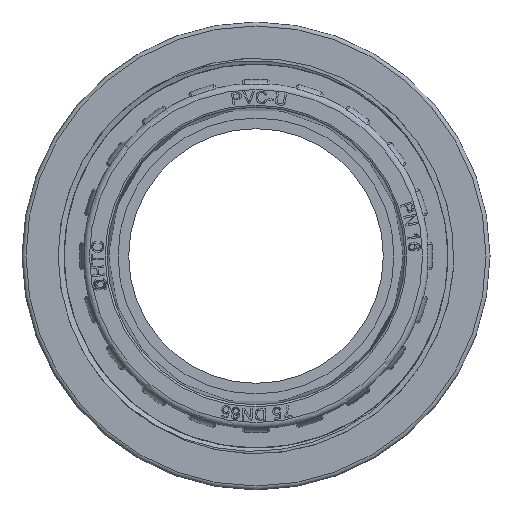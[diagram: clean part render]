
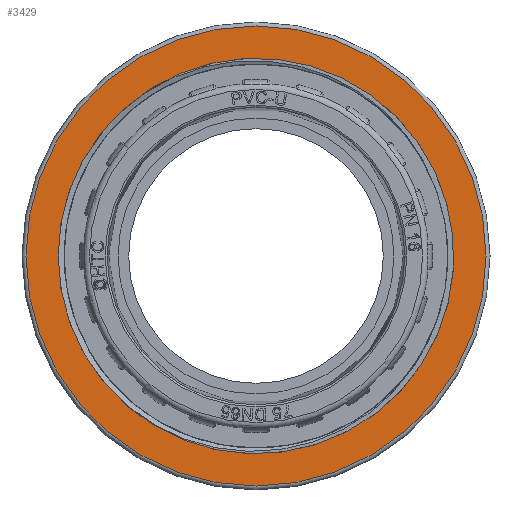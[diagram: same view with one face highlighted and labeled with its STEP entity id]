
A CAD part, front view. The second image highlights one B-rep face of the part: STEP entity #3429.
In plain terms, the highlighted planar face has unit normal (0, -1, 0).
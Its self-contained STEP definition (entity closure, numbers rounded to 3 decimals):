
#3429=ADVANCED_FACE('',(#6175,#6176),#4348,.T.);
#4348=PLANE('',#16912);
#6175=FACE_BOUND('',#6336,.T.);
#6176=FACE_BOUND('',#6337,.T.);
#6336=EDGE_LOOP('',(#7633));
#6337=EDGE_LOOP('',(#7634));
#7633=ORIENTED_EDGE('',*,*,#14165,.T.);
#7634=ORIENTED_EDGE('',*,*,#14168,.T.);
#12506=VERTEX_POINT('',#25920);
#12509=VERTEX_POINT('',#25928);
#14165=EDGE_CURVE('',#12506,#12506,#16418,.T.);
#14168=EDGE_CURVE('',#12509,#12509,#16421,.T.);
#16418=CIRCLE('',#16906,58.35);
#16421=CIRCLE('',#16911,50.165);
#16906=AXIS2_PLACEMENT_3D('',#25919,#18079,#18080);
#16911=AXIS2_PLACEMENT_3D('',#25927,#18089,#18090);
#16912=AXIS2_PLACEMENT_3D('',#25929,#18091,#18092);
#18079=DIRECTION('',(0.,-1.,0.));
#18080=DIRECTION('',(-1.,0.,0.));
#18089=DIRECTION('',(0.,1.,0.));
#18090=DIRECTION('',(-1.,0.,0.));
#18091=DIRECTION('',(0.,-1.,0.));
#18092=DIRECTION('',(-1.,0.,0.));
#25919=CARTESIAN_POINT('',(1716.361,92.475,0.));
#25920=CARTESIAN_POINT('',(1658.011,92.475,0.));
#25927=CARTESIAN_POINT('',(1716.361,92.475,0.));
#25928=CARTESIAN_POINT('',(1666.196,92.475,0.));
#25929=CARTESIAN_POINT('',(1716.361,92.475,0.));
